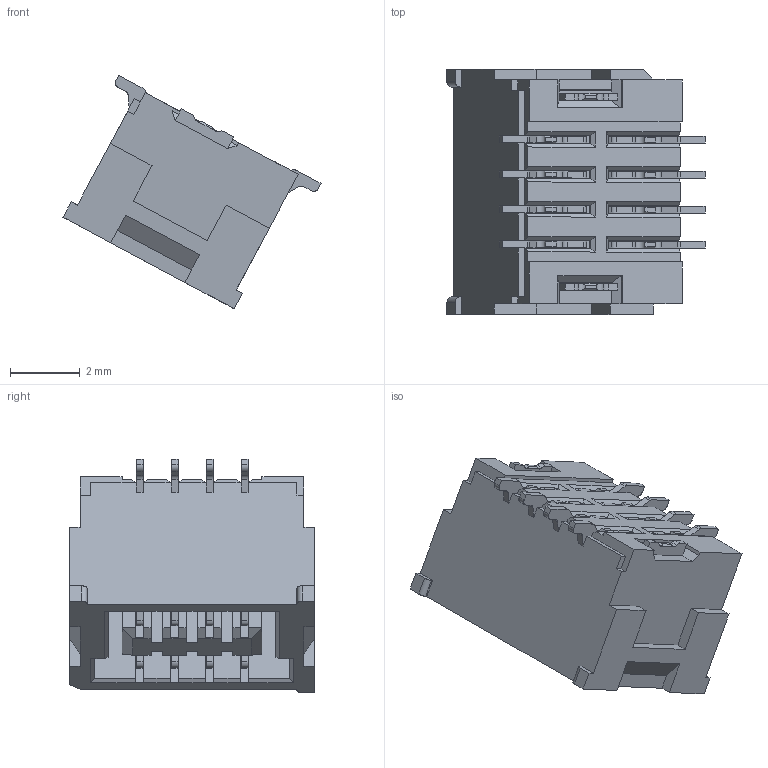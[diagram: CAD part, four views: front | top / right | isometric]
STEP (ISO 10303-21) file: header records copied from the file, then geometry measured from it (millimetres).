
FILE_DESCRIPTION (( 'STEP AP214' ), '1' );
FILE_NAME ('FWF10014-D08S83NAM.STEP', '2025-11-21T05:59:14', ( '' ), ( '' ), 'SwSTEP 2.0', 'SolidWorks 2021', '' );
FILE_SCHEMA (( 'AUTOMOTIVE_DESIGN' ));
Length unit declared in the file: millimetre
Products named in the file (1): FWF10014-D08S83NAM
Bounding box: 7.38 x 7 x 6.68 mm (x, y, z)
Volume: 103.5 mm3; surface area: 349.8 mm2
Topology: 1 solids, 1 shells, 676 faces, 1931 edges, 1267 vertices
Faces by surface type: plane 497, bspline 179
Entity records: 24920 total; most frequent: CARTESIAN_POINT 8770, ORIENTED_EDGE 3862, DIRECTION 2529, EDGE_CURVE 1931, LINE 1533, VECTOR 1533, VERTEX_POINT 1267, EDGE_LOOP 694
